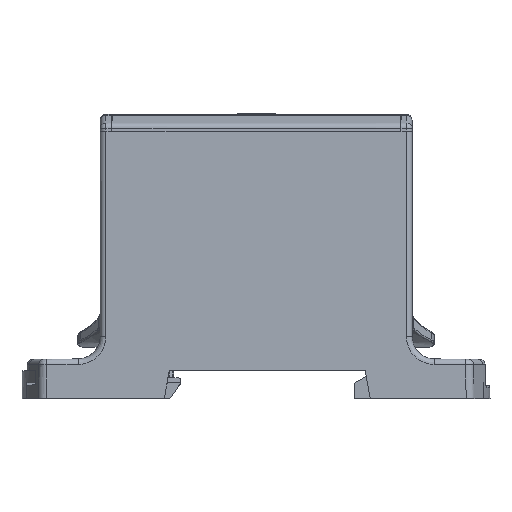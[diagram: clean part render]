
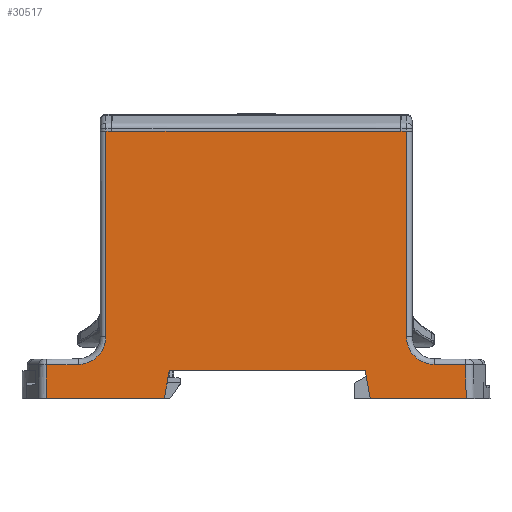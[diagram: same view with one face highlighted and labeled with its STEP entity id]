
A CAD part, top view. The second image highlights one B-rep face of the part: STEP entity #30517.
In plain terms, the highlighted planar face has unit normal (0, 0.009, 1).
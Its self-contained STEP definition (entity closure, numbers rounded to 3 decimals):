
#1229=B_SPLINE_CURVE_WITH_KNOTS('',3,(#51532,#51533,#51534,#51535,#51536,
#51537,#51538,#51539),.UNSPECIFIED.,.F.,.F.,(4,1,1,1,1,4),(0.009,
0.232,0.589,0.875,1.16,1.571),
 .UNSPECIFIED.);
#1259=B_SPLINE_CURVE_WITH_KNOTS('',3,(#52178,#52179,#52180,#52181,#52182,
#52183,#52184,#52185),.UNSPECIFIED.,.F.,.F.,(4,1,1,1,1,4),(-1.571,
-1.348,-0.991,-0.705,-0.419,
-0.009),.UNSPECIFIED.);
#2712=FACE_OUTER_BOUND('',#4319,.T.);
#4319=EDGE_LOOP('',(#25397,#25398,#25399,#25400,#25401,#25402,#25403,#25404,
#25405,#25406,#25407,#25408,#25409,#25410,#25411,#25412,#25413,#25414,#25415,
#25416,#25417));
#7612=LINE('',#50317,#10941);
#7614=LINE('',#50322,#10943);
#7615=LINE('',#50325,#10944);
#7618=LINE('',#50331,#10947);
#7620=LINE('',#50335,#10949);
#7621=LINE('',#50338,#10950);
#7622=LINE('',#50341,#10951);
#7624=LINE('',#50346,#10953);
#7641=LINE('',#50536,#10970);
#7655=LINE('',#50568,#10984);
#7660=LINE('',#50579,#10989);
#7669=LINE('',#50607,#10998);
#7683=LINE('',#50924,#11012);
#7711=LINE('',#51483,#11040);
#7713=LINE('',#51486,#11042);
#7728=LINE('',#52175,#11057);
#7729=LINE('',#52176,#11058);
#7730=LINE('',#52187,#11059);
#7731=LINE('',#52188,#11060);
#10941=VECTOR('',#38367,6.048);
#10943=VECTOR('',#38373,4.062);
#10944=VECTOR('',#38376,1.015);
#10947=VECTOR('',#38381,5.077);
#10949=VECTOR('',#38385,21.231);
#10950=VECTOR('',#38390,6.048);
#10951=VECTOR('',#38393,5.664);
#10953=VECTOR('',#38399,51.8);
#10970=VECTOR('',#38454,0.1);
#10984=VECTOR('',#38486,35.2);
#10989=VECTOR('',#38499,17.231);
#10998=VECTOR('',#38516,0.1);
#11012=VECTOR('',#38578,5.666);
#11040=VECTOR('',#38678,0.01);
#11042=VECTOR('',#38680,1.);
#11057=VECTOR('',#38741,0.01);
#11058=VECTOR('',#38742,36.905);
#11059=VECTOR('',#38743,36.905);
#11060=VECTOR('',#38744,1.);
#13302=VERTEX_POINT('',#47834);
#13342=VERTEX_POINT('',#48030);
#13426=VERTEX_POINT('',#48319);
#13497=VERTEX_POINT('',#49238);
#13505=VERTEX_POINT('',#49304);
#13530=VERTEX_POINT('',#50306);
#13531=VERTEX_POINT('',#50316);
#13532=VERTEX_POINT('',#50320);
#13533=VERTEX_POINT('',#50324);
#13534=VERTEX_POINT('',#50328);
#13535=VERTEX_POINT('',#50330);
#13536=VERTEX_POINT('',#50334);
#13537=VERTEX_POINT('',#50340);
#13545=VERTEX_POINT('',#50363);
#13593=VERTEX_POINT('',#50922);
#13635=VERTEX_POINT('',#51482);
#13636=VERTEX_POINT('',#51484);
#13638=VERTEX_POINT('',#51531);
#13674=VERTEX_POINT('',#52174);
#13675=VERTEX_POINT('',#52177);
#13676=VERTEX_POINT('',#52186);
#17402=EDGE_CURVE('',#13531,#13530,#7612,.T.);
#17405=EDGE_CURVE('',#13302,#13532,#7614,.T.);
#17406=EDGE_CURVE('',#13533,#13302,#7615,.T.);
#17409=EDGE_CURVE('',#13535,#13534,#7618,.T.);
#17411=EDGE_CURVE('',#13535,#13536,#7620,.T.);
#17413=EDGE_CURVE('',#13505,#13536,#7621,.T.);
#17414=EDGE_CURVE('',#13537,#13505,#7622,.T.);
#17417=EDGE_CURVE('',#13342,#13426,#7624,.T.);
#17452=EDGE_CURVE('',#13342,#13497,#7641,.T.);
#17469=EDGE_CURVE('',#13533,#13534,#7655,.T.);
#17475=EDGE_CURVE('',#13531,#13532,#7660,.T.);
#17486=EDGE_CURVE('',#13545,#13426,#7669,.T.);
#17515=EDGE_CURVE('',#13530,#13593,#7683,.T.);
#17583=EDGE_CURVE('',#13497,#13635,#7711,.T.);
#17585=EDGE_CURVE('',#13635,#13636,#7713,.T.);
#17588=EDGE_CURVE('',#13638,#13537,#1229,.T.);
#17643=EDGE_CURVE('',#13545,#13674,#7728,.T.);
#17644=EDGE_CURVE('',#13638,#13636,#7729,.T.);
#17645=EDGE_CURVE('',#13675,#13593,#1259,.T.);
#17646=EDGE_CURVE('',#13676,#13675,#7730,.T.);
#17647=EDGE_CURVE('',#13676,#13674,#7731,.T.);
#25397=ORIENTED_EDGE('',*,*,#17643,.F.);
#25398=ORIENTED_EDGE('',*,*,#17486,.T.);
#25399=ORIENTED_EDGE('',*,*,#17417,.F.);
#25400=ORIENTED_EDGE('',*,*,#17452,.T.);
#25401=ORIENTED_EDGE('',*,*,#17583,.T.);
#25402=ORIENTED_EDGE('',*,*,#17585,.T.);
#25403=ORIENTED_EDGE('',*,*,#17644,.F.);
#25404=ORIENTED_EDGE('',*,*,#17588,.T.);
#25405=ORIENTED_EDGE('',*,*,#17414,.T.);
#25406=ORIENTED_EDGE('',*,*,#17413,.T.);
#25407=ORIENTED_EDGE('',*,*,#17411,.F.);
#25408=ORIENTED_EDGE('',*,*,#17409,.T.);
#25409=ORIENTED_EDGE('',*,*,#17469,.F.);
#25410=ORIENTED_EDGE('',*,*,#17406,.T.);
#25411=ORIENTED_EDGE('',*,*,#17405,.T.);
#25412=ORIENTED_EDGE('',*,*,#17475,.F.);
#25413=ORIENTED_EDGE('',*,*,#17402,.T.);
#25414=ORIENTED_EDGE('',*,*,#17515,.T.);
#25415=ORIENTED_EDGE('',*,*,#17645,.F.);
#25416=ORIENTED_EDGE('',*,*,#17646,.F.);
#25417=ORIENTED_EDGE('',*,*,#17647,.T.);
#27609=PLANE('',#32274);
#30517=ADVANCED_FACE('',(#2712),#27609,.T.);
#32274=AXIS2_PLACEMENT_3D('',#52173,#38739,#38740);
#38367=DIRECTION('',(-0.015,1.,-0.009));
#38373=DIRECTION('',(0.174,-0.985,0.009));
#38376=DIRECTION('',(0.174,-0.985,0.009));
#38381=DIRECTION('',(0.174,0.985,-0.009));
#38385=DIRECTION('',(-1.,0.,0.));
#38390=DIRECTION('',(-0.015,-1.,0.009));
#38393=DIRECTION('',(-1.,-0.009,0.));
#38399=DIRECTION('',(1.,0.,0.));
#38454=DIRECTION('',(-1.,0.,0.));
#38486=DIRECTION('',(-1.,0.,0.));
#38499=DIRECTION('',(-1.,0.,0.));
#38516=DIRECTION('',(-1.,0.,0.));
#38578=DIRECTION('',(-1.,0.009,0.));
#38678=DIRECTION('',(0.009,-1.,0.022));
#38680=DIRECTION('',(-1.,0.,0.));
#38739=DIRECTION('center_axis',(0.,0.009,1.));
#38740=DIRECTION('ref_axis',(1.,0.,0.));
#38741=DIRECTION('',(-0.009,-1.,0.022));
#38742=DIRECTION('',(0.,1.,-0.009));
#38743=DIRECTION('',(0.,-1.,0.009));
#38744=DIRECTION('',(-1.,0.,0.));
#47834=CARTESIAN_POINT('',(19.776,4.,12.384));
#48030=CARTESIAN_POINT('',(-25.9,48.005,12.));
#48319=CARTESIAN_POINT('',(25.9,48.005,12.));
#49238=CARTESIAN_POINT('',(-26.,48.01,12.));
#49304=CARTESIAN_POINT('',(-37.62,6.047,12.366));
#50306=CARTESIAN_POINT('',(37.623,6.047,12.366));
#50316=CARTESIAN_POINT('',(37.713,0.,12.419));
#50317=CARTESIAN_POINT('',(37.713,0.,12.419));
#50320=CARTESIAN_POINT('',(20.482,0.,12.419));
#50322=CARTESIAN_POINT('',(19.776,4.,12.384));
#50324=CARTESIAN_POINT('',(19.6,5.,12.375));
#50325=CARTESIAN_POINT('',(19.6,5.,12.375));
#50328=CARTESIAN_POINT('',(-15.6,5.,12.375));
#50330=CARTESIAN_POINT('',(-16.482,0.,12.419));
#50331=CARTESIAN_POINT('',(-16.482,0.,12.419));
#50334=CARTESIAN_POINT('',(-37.713,0.,12.419));
#50335=CARTESIAN_POINT('',(-16.482,0.,12.419));
#50338=CARTESIAN_POINT('',(-37.62,6.047,12.366));
#50340=CARTESIAN_POINT('',(-31.956,6.096,12.366));
#50341=CARTESIAN_POINT('',(-31.956,6.096,12.366));
#50346=CARTESIAN_POINT('',(-8.858,48.,12.));
#50363=CARTESIAN_POINT('',(26.,48.01,12.));
#50536=CARTESIAN_POINT('',(-24.,48.01,12.));
#50568=CARTESIAN_POINT('',(19.6,5.,12.375));
#50579=CARTESIAN_POINT('',(37.713,0.,12.419));
#50607=CARTESIAN_POINT('',(-24.,48.01,12.));
#50922=CARTESIAN_POINT('',(31.956,6.096,12.366));
#50924=CARTESIAN_POINT('',(37.62,6.047,12.366));
#51482=CARTESIAN_POINT('',(-26.,48.,12.));
#51483=CARTESIAN_POINT('',(-26.,48.01,12.));
#51484=CARTESIAN_POINT('',(-27.,48.,12.));
#51486=CARTESIAN_POINT('',(-26.,48.,12.));
#51531=CARTESIAN_POINT('',(-26.999,11.096,12.322));
#51532=CARTESIAN_POINT('Ctrl Pts',(-26.998,11.096,12.322));
#51533=CARTESIAN_POINT('Ctrl Pts',(-26.998,10.724,12.325));
#51534=CARTESIAN_POINT('Ctrl Pts',(-27.107,9.757,12.334));
#51535=CARTESIAN_POINT('Ctrl Pts',(-27.679,8.406,12.346));
#51536=CARTESIAN_POINT('Ctrl Pts',(-28.716,7.236,12.356));
#51537=CARTESIAN_POINT('Ctrl Pts',(-30.113,6.351,12.363));
#51538=CARTESIAN_POINT('Ctrl Pts',(-31.272,6.104,12.366));
#51539=CARTESIAN_POINT('Ctrl Pts',(-31.956,6.096,12.366));
#52173=CARTESIAN_POINT('Origin',(-17.716,20.964,12.236));
#52174=CARTESIAN_POINT('',(26.,48.,12.));
#52175=CARTESIAN_POINT('',(26.,48.01,12.));
#52176=CARTESIAN_POINT('',(-27.,11.096,12.322));
#52177=CARTESIAN_POINT('',(26.999,11.096,12.322));
#52178=CARTESIAN_POINT('Ctrl Pts',(26.998,11.096,12.322));
#52179=CARTESIAN_POINT('Ctrl Pts',(26.998,10.724,12.325));
#52180=CARTESIAN_POINT('Ctrl Pts',(27.106,9.757,12.334));
#52181=CARTESIAN_POINT('Ctrl Pts',(27.679,8.406,12.346));
#52182=CARTESIAN_POINT('Ctrl Pts',(28.716,7.236,12.356));
#52183=CARTESIAN_POINT('Ctrl Pts',(30.113,6.351,12.363));
#52184=CARTESIAN_POINT('Ctrl Pts',(31.272,6.104,12.366));
#52185=CARTESIAN_POINT('Ctrl Pts',(31.956,6.096,12.366));
#52186=CARTESIAN_POINT('',(27.,48.,12.));
#52187=CARTESIAN_POINT('',(27.,48.,12.));
#52188=CARTESIAN_POINT('',(27.,48.,12.));
